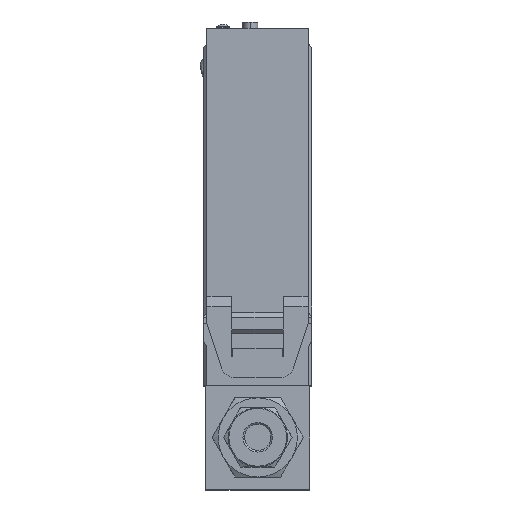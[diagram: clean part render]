
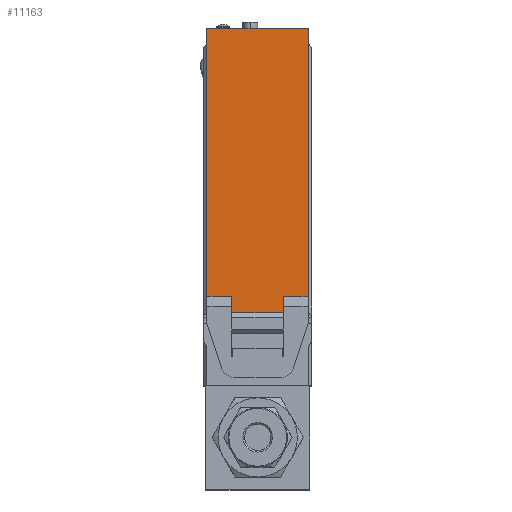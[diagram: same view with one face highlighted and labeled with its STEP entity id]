
A CAD part, top view. The second image highlights one B-rep face of the part: STEP entity #11163.
In plain terms, the highlighted planar face has unit normal (0, 0, 1).
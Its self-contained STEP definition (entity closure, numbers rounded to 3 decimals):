
#889=PLANE('',#12127);
#1407=FACE_OUTER_BOUND('',#2118,.T.);
#2118=EDGE_LOOP('',(#9514,#9515,#9516,#9517,#9518,#9519,#9520,#9521));
#3526=LINE('',#19116,#4409);
#3533=LINE('',#19128,#4416);
#3544=LINE('',#19148,#4427);
#3550=LINE('',#19162,#4433);
#3559=LINE('',#19175,#4442);
#3570=LINE('',#19204,#4453);
#3571=LINE('',#19206,#4454);
#3572=LINE('',#19207,#4455);
#4409=VECTOR('',#14569,64.5);
#4416=VECTOR('',#14578,64.5);
#4427=VECTOR('',#14591,6.);
#4433=VECTOR('',#14601,4.);
#4442=VECTOR('',#14612,4.);
#4453=VECTOR('',#14643,6.);
#4454=VECTOR('',#14646,12.4);
#4455=VECTOR('',#14647,24.4);
#5462=VERTEX_POINT('',#19113);
#5463=VERTEX_POINT('',#19115);
#5466=VERTEX_POINT('',#19125);
#5467=VERTEX_POINT('',#19127);
#5475=VERTEX_POINT('',#19146);
#5480=VERTEX_POINT('',#19159);
#5481=VERTEX_POINT('',#19161);
#5484=VERTEX_POINT('',#19173);
#6869=EDGE_CURVE('',#5463,#5462,#3526,.T.);
#6876=EDGE_CURVE('',#5467,#5466,#3533,.T.);
#6887=EDGE_CURVE('',#5466,#5475,#3544,.T.);
#6893=EDGE_CURVE('',#5481,#5480,#3550,.T.);
#6902=EDGE_CURVE('',#5475,#5484,#3559,.T.);
#6917=EDGE_CURVE('',#5480,#5463,#3570,.T.);
#6918=EDGE_CURVE('',#5484,#5481,#3571,.T.);
#6919=EDGE_CURVE('',#5462,#5467,#3572,.T.);
#9514=ORIENTED_EDGE('',*,*,#6887,.T.);
#9515=ORIENTED_EDGE('',*,*,#6902,.T.);
#9516=ORIENTED_EDGE('',*,*,#6918,.T.);
#9517=ORIENTED_EDGE('',*,*,#6893,.T.);
#9518=ORIENTED_EDGE('',*,*,#6917,.T.);
#9519=ORIENTED_EDGE('',*,*,#6869,.T.);
#9520=ORIENTED_EDGE('',*,*,#6919,.T.);
#9521=ORIENTED_EDGE('',*,*,#6876,.T.);
#11163=ADVANCED_FACE('',(#1407),#889,.T.);
#12127=AXIS2_PLACEMENT_3D('',#19205,#14644,#14645);
#14569=DIRECTION('',(0.,1.,0.));
#14578=DIRECTION('',(0.,-1.,0.));
#14591=DIRECTION('',(1.,0.,0.));
#14601=DIRECTION('',(0.,1.,0.));
#14612=DIRECTION('',(0.,-1.,0.));
#14643=DIRECTION('',(1.,0.,0.));
#14644=DIRECTION('center_axis',(0.,0.,
1.));
#14645=DIRECTION('ref_axis',(1.,0.,0.));
#14646=DIRECTION('',(1.,0.,0.));
#14647=DIRECTION('',(-1.,0.,0.));
#19113=CARTESIAN_POINT('',(12.15,98.5,36.2));
#19115=CARTESIAN_POINT('',(12.15,34.,36.2));
#19116=CARTESIAN_POINT('',(12.15,34.,36.2));
#19125=CARTESIAN_POINT('',(-12.25,34.,36.2));
#19127=CARTESIAN_POINT('',(-12.25,98.5,36.2));
#19128=CARTESIAN_POINT('',(-12.25,98.5,36.2));
#19146=CARTESIAN_POINT('',(-6.25,34.,36.2));
#19148=CARTESIAN_POINT('',(-12.25,34.,36.2));
#19159=CARTESIAN_POINT('',(6.15,34.,36.2));
#19161=CARTESIAN_POINT('',(6.15,30.,36.2));
#19162=CARTESIAN_POINT('',(6.15,30.,36.2));
#19173=CARTESIAN_POINT('',(-6.25,30.,36.2));
#19175=CARTESIAN_POINT('',(-6.25,34.,36.2));
#19204=CARTESIAN_POINT('',(6.15,34.,36.2));
#19205=CARTESIAN_POINT('Origin',(-0.05,63.,36.2));
#19206=CARTESIAN_POINT('',(-6.25,30.,36.2));
#19207=CARTESIAN_POINT('',(12.15,98.5,36.2));
